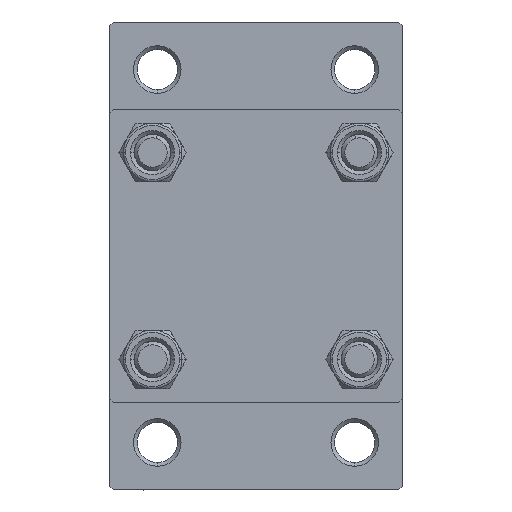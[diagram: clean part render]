
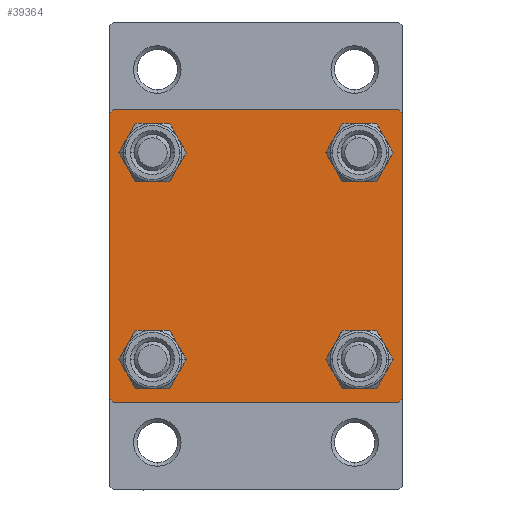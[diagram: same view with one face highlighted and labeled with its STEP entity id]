
A CAD part, left-side view. The second image highlights one B-rep face of the part: STEP entity #39364.
In plain terms, the highlighted planar face has unit normal (-1, 0, 0).
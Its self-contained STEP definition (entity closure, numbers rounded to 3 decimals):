
#232 = ORIENTED_EDGE ( 'NONE', *, *, #17596, .T. ) ;
#465 = DIRECTION ( 'NONE',  ( 0., -1., 0. ) ) ;
#481 = CARTESIAN_POINT ( 'NONE',  ( 0., 14.15, 14.15 ) ) ;
#504 = EDGE_LOOP ( 'NONE', ( #37418, #11901 ) ) ;
#1198 = VECTOR ( 'NONE', #25324, 1000. ) ;
#1208 = ORIENTED_EDGE ( 'NONE', *, *, #37157, .T. ) ;
#1408 = DIRECTION ( 'NONE',  ( 1., 0., 0. ) ) ;
#1494 = AXIS2_PLACEMENT_3D ( 'NONE', #17294, #45437, #46372 ) ;
#1656 = VERTEX_POINT ( 'NONE', #43499 ) ;
#1799 = VECTOR ( 'NONE', #41704, 1000. ) ;
#1919 = ORIENTED_EDGE ( 'NONE', *, *, #6383, .T. ) ;
#2212 = CARTESIAN_POINT ( 'NONE',  ( 0., -14.15, -11.15 ) ) ;
#2837 = CARTESIAN_POINT ( 'NONE',  ( 0., 14.15, -14.15 ) ) ;
#3263 = VERTEX_POINT ( 'NONE', #42175 ) ;
#3580 = EDGE_CURVE ( 'NONE', #25492, #1656, #22025, .T. ) ;
#4371 = ORIENTED_EDGE ( 'NONE', *, *, #17281, .T. ) ;
#4972 = DIRECTION ( 'NONE',  ( 0., 0., 1. ) ) ;
#5330 = AXIS2_PLACEMENT_3D ( 'NONE', #481, #25717, #4972 ) ;
#5639 = EDGE_CURVE ( 'NONE', #43984, #7423, #11476, .T. ) ;
#5724 = CARTESIAN_POINT ( 'NONE',  ( 0., -20., 20. ) ) ;
#6277 = AXIS2_PLACEMENT_3D ( 'NONE', #40312, #39371, #29111 ) ;
#6383 = EDGE_CURVE ( 'NONE', #7423, #43984, #26684, .T. ) ;
#6762 = DIRECTION ( 'NONE',  ( 0., 0., 1. ) ) ;
#6950 = CARTESIAN_POINT ( 'NONE',  ( 0., 19.75, -19.75 ) ) ;
#7044 = VERTEX_POINT ( 'NONE', #19548 ) ;
#7423 = VERTEX_POINT ( 'NONE', #26853 ) ;
#10067 = ORIENTED_EDGE ( 'NONE', *, *, #10452, .T. ) ;
#10121 = CARTESIAN_POINT ( 'NONE',  ( 0., 19.75, 19.75 ) ) ;
#10452 = EDGE_CURVE ( 'NONE', #1656, #25492, #22273, .T. ) ;
#11373 = EDGE_CURVE ( 'NONE', #44515, #11771, #15025, .T. ) ;
#11476 = CIRCLE ( 'NONE', #31244, 3. ) ;
#11750 = EDGE_LOOP ( 'NONE', ( #11767, #41821, #1208, #232, #35963, #24880, #24842, #4371 ) ) ;
#11767 = ORIENTED_EDGE ( 'NONE', *, *, #39532, .T. ) ;
#11771 = VERTEX_POINT ( 'NONE', #33110 ) ;
#11901 = ORIENTED_EDGE ( 'NONE', *, *, #22632, .T. ) ;
#12096 = VECTOR ( 'NONE', #42775, 1000. ) ;
#12636 = DIRECTION ( 'NONE',  ( 0., -0.707, 0.707 ) ) ;
#12770 = VERTEX_POINT ( 'NONE', #39279 ) ;
#12925 = DIRECTION ( 'NONE',  ( -1., 0., 0. ) ) ;
#13216 = CARTESIAN_POINT ( 'NONE',  ( 0., 20., 20. ) ) ;
#13900 = CARTESIAN_POINT ( 'NONE',  ( 0., -14.15, 14.15 ) ) ;
#14314 = CIRCLE ( 'NONE', #26521, 3. ) ;
#14345 = CARTESIAN_POINT ( 'NONE',  ( 0., 14.15, -14.15 ) ) ;
#14971 = EDGE_CURVE ( 'NONE', #19539, #40013, #17767, .T. ) ;
#15025 = LINE ( 'NONE', #6950, #26859 ) ;
#15570 = CARTESIAN_POINT ( 'NONE',  ( 0., 0., 0. ) ) ;
#15807 = EDGE_CURVE ( 'NONE', #19539, #29648, #19537, .T. ) ;
#16570 = EDGE_CURVE ( 'NONE', #7044, #40013, #45872, .T. ) ;
#16946 = CARTESIAN_POINT ( 'NONE',  ( 0., 20., -20. ) ) ;
#17281 = EDGE_CURVE ( 'NONE', #7044, #12770, #46108, .T. ) ;
#17294 = CARTESIAN_POINT ( 'NONE',  ( 0., -14.15, -14.15 ) ) ;
#17328 = DIRECTION ( 'NONE',  ( 0., 0., 1. ) ) ;
#17476 = CARTESIAN_POINT ( 'NONE',  ( 0., -20., -19.5 ) ) ;
#17569 = DIRECTION ( 'NONE',  ( 1., 0., 0. ) ) ;
#17596 = EDGE_CURVE ( 'NONE', #26404, #29648, #30074, .T. ) ;
#17629 = ORIENTED_EDGE ( 'NONE', *, *, #19833, .T. ) ;
#17673 = LINE ( 'NONE', #32238, #1198 ) ;
#17706 = VECTOR ( 'NONE', #32794, 1000. ) ;
#17767 = LINE ( 'NONE', #18245, #17706 ) ;
#17825 = ORIENTED_EDGE ( 'NONE', *, *, #45595, .T. ) ;
#18245 = CARTESIAN_POINT ( 'NONE',  ( 0., -19.75, 19.75 ) ) ;
#19387 = FACE_BOUND ( 'NONE', #504, .T. ) ;
#19537 = LINE ( 'NONE', #5724, #1799 ) ;
#19539 = VERTEX_POINT ( 'NONE', #44891 ) ;
#19548 = CARTESIAN_POINT ( 'NONE',  ( 0., 19.5, 20. ) ) ;
#19625 = FACE_BOUND ( 'NONE', #44591, .T. ) ;
#19833 = EDGE_CURVE ( 'NONE', #3263, #24934, #14314, .T. ) ;
#20096 = FACE_OUTER_BOUND ( 'NONE', #11750, .T. ) ;
#21563 = EDGE_CURVE ( 'NONE', #47004, #35764, #43328, .T. ) ;
#21658 = LINE ( 'NONE', #16946, #37640 ) ;
#22003 = DIRECTION ( 'NONE',  ( 0., 0., 1. ) ) ;
#22025 = CIRCLE ( 'NONE', #1494, 3. ) ;
#22273 = CIRCLE ( 'NONE', #6277, 3. ) ;
#22632 = EDGE_CURVE ( 'NONE', #35764, #47004, #43363, .T. ) ;
#23319 = CARTESIAN_POINT ( 'NONE',  ( 0., -14.15, 14.15 ) ) ;
#23372 = DIRECTION ( 'NONE',  ( 1., 0., 0. ) ) ;
#23569 = AXIS2_PLACEMENT_3D ( 'NONE', #14345, #32258, #22003 ) ;
#24290 = VECTOR ( 'NONE', #27773, 1000. ) ;
#24842 = ORIENTED_EDGE ( 'NONE', *, *, #16570, .F. ) ;
#24880 = ORIENTED_EDGE ( 'NONE', *, *, #14971, .T. ) ;
#24934 = VERTEX_POINT ( 'NONE', #28282 ) ;
#25324 = DIRECTION ( 'NONE',  ( 0., 0., -1. ) ) ;
#25400 = CARTESIAN_POINT ( 'NONE',  ( 0., 14.15, 11.15 ) ) ;
#25492 = VERTEX_POINT ( 'NONE', #2212 ) ;
#25717 = DIRECTION ( 'NONE',  ( 1., 0., 0. ) ) ;
#26379 = CARTESIAN_POINT ( 'NONE',  ( 0., -19.5, 20. ) ) ;
#26404 = VERTEX_POINT ( 'NONE', #27464 ) ;
#26521 = AXIS2_PLACEMENT_3D ( 'NONE', #2837, #17569, #17328 ) ;
#26684 = CIRCLE ( 'NONE', #36595, 3. ) ;
#26853 = CARTESIAN_POINT ( 'NONE',  ( 0., -14.15, 11.15 ) ) ;
#26859 = VECTOR ( 'NONE', #29119, 1000. ) ;
#26889 = DIRECTION ( 'NONE',  ( 0., 0., 1. ) ) ;
#27464 = CARTESIAN_POINT ( 'NONE',  ( 0., -19.5, -20. ) ) ;
#27773 = DIRECTION ( 'NONE',  ( 0., -1., 0. ) ) ;
#28054 = CARTESIAN_POINT ( 'NONE',  ( 0., 20., -19.5 ) ) ;
#28282 = CARTESIAN_POINT ( 'NONE',  ( 0., 14.15, -17.15 ) ) ;
#29111 = DIRECTION ( 'NONE',  ( 0., 0., 1. ) ) ;
#29119 = DIRECTION ( 'NONE',  ( 0., -0.707, -0.707 ) ) ;
#29648 = VERTEX_POINT ( 'NONE', #17476 ) ;
#30074 = LINE ( 'NONE', #44592, #34178 ) ;
#30828 = PLANE ( 'NONE',  #40006 ) ;
#30986 = DIRECTION ( 'NONE',  ( 0., 0., 1. ) ) ;
#31151 = AXIS2_PLACEMENT_3D ( 'NONE', #37661, #23372, #30986 ) ;
#31244 = AXIS2_PLACEMENT_3D ( 'NONE', #13900, #39421, #6762 ) ;
#31918 = ORIENTED_EDGE ( 'NONE', *, *, #5639, .T. ) ;
#32238 = CARTESIAN_POINT ( 'NONE',  ( 0., 20., 20. ) ) ;
#32258 = DIRECTION ( 'NONE',  ( 1., 0., 0. ) ) ;
#32794 = DIRECTION ( 'NONE',  ( 0., 0.707, 0.707 ) ) ;
#33110 = CARTESIAN_POINT ( 'NONE',  ( 0., 19.5, -20. ) ) ;
#33937 = DIRECTION ( 'NONE',  ( 0., 0., 1. ) ) ;
#34160 = FACE_BOUND ( 'NONE', #42358, .T. ) ;
#34178 = VECTOR ( 'NONE', #12636, 1000. ) ;
#35764 = VERTEX_POINT ( 'NONE', #25400 ) ;
#35963 = ORIENTED_EDGE ( 'NONE', *, *, #15807, .F. ) ;
#36450 = ORIENTED_EDGE ( 'NONE', *, *, #3580, .T. ) ;
#36595 = AXIS2_PLACEMENT_3D ( 'NONE', #23319, #1408, #26889 ) ;
#37157 = EDGE_CURVE ( 'NONE', #11771, #26404, #21658, .T. ) ;
#37237 = CIRCLE ( 'NONE', #23569, 3. ) ;
#37418 = ORIENTED_EDGE ( 'NONE', *, *, #21563, .T. ) ;
#37640 = VECTOR ( 'NONE', #465, 1000. ) ;
#37661 = CARTESIAN_POINT ( 'NONE',  ( 0., 14.15, 14.15 ) ) ;
#39279 = CARTESIAN_POINT ( 'NONE',  ( 0., 20., 19.5 ) ) ;
#39364 = ADVANCED_FACE ( 'NONE', ( #41563, #19625, #34160, #19387, #20096 ), #30828, .T. ) ;
#39371 = DIRECTION ( 'NONE',  ( 1., 0., 0. ) ) ;
#39421 = DIRECTION ( 'NONE',  ( 1., 0., 0. ) ) ;
#39532 = EDGE_CURVE ( 'NONE', #12770, #44515, #17673, .T. ) ;
#40006 = AXIS2_PLACEMENT_3D ( 'NONE', #15570, #12925, #33937 ) ;
#40013 = VERTEX_POINT ( 'NONE', #26379 ) ;
#40312 = CARTESIAN_POINT ( 'NONE',  ( 0., -14.15, -14.15 ) ) ;
#41063 = EDGE_LOOP ( 'NONE', ( #31918, #1919 ) ) ;
#41563 = FACE_BOUND ( 'NONE', #41063, .T. ) ;
#41704 = DIRECTION ( 'NONE',  ( 0., 0., -1. ) ) ;
#41821 = ORIENTED_EDGE ( 'NONE', *, *, #11373, .T. ) ;
#41981 = CARTESIAN_POINT ( 'NONE',  ( 0., 14.15, 17.15 ) ) ;
#42175 = CARTESIAN_POINT ( 'NONE',  ( 0., 14.15, -11.15 ) ) ;
#42358 = EDGE_LOOP ( 'NONE', ( #17629, #17825 ) ) ;
#42775 = DIRECTION ( 'NONE',  ( 0., 0.707, -0.707 ) ) ;
#43328 = CIRCLE ( 'NONE', #31151, 3. ) ;
#43363 = CIRCLE ( 'NONE', #5330, 3. ) ;
#43499 = CARTESIAN_POINT ( 'NONE',  ( 0., -14.15, -17.15 ) ) ;
#43984 = VERTEX_POINT ( 'NONE', #46257 ) ;
#44515 = VERTEX_POINT ( 'NONE', #28054 ) ;
#44591 = EDGE_LOOP ( 'NONE', ( #36450, #10067 ) ) ;
#44592 = CARTESIAN_POINT ( 'NONE',  ( 0., -19.75, -19.75 ) ) ;
#44891 = CARTESIAN_POINT ( 'NONE',  ( 0., -20., 19.5 ) ) ;
#45437 = DIRECTION ( 'NONE',  ( 1., 0., 0. ) ) ;
#45595 = EDGE_CURVE ( 'NONE', #24934, #3263, #37237, .T. ) ;
#45872 = LINE ( 'NONE', #13216, #24290 ) ;
#46108 = LINE ( 'NONE', #10121, #12096 ) ;
#46257 = CARTESIAN_POINT ( 'NONE',  ( 0., -14.15, 17.15 ) ) ;
#46372 = DIRECTION ( 'NONE',  ( 0., 0., 1. ) ) ;
#47004 = VERTEX_POINT ( 'NONE', #41981 ) ;
